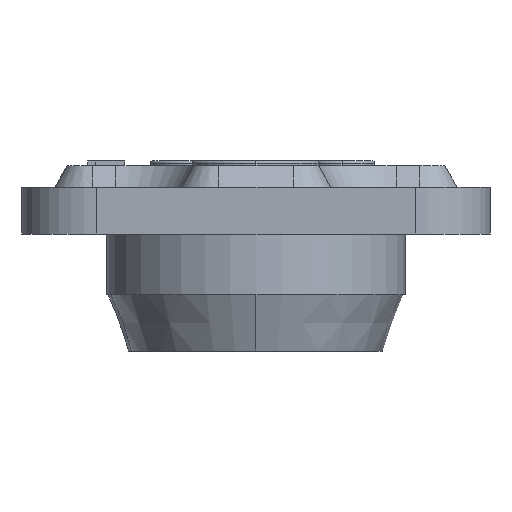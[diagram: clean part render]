
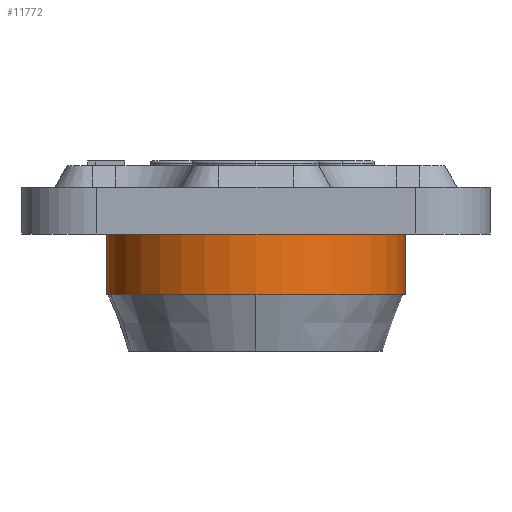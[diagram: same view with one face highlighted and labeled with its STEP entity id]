
A CAD part, left-side view. The second image highlights one B-rep face of the part: STEP entity #11772.
In plain terms, the highlighted cylindrical face has radius 16 mm (diameter 32 mm), a partial arc.
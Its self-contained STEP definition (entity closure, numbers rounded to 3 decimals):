
#62=CARTESIAN_POINT('',(-41.5,0.,0.));
#63=DIRECTION('',(0.,0.,-1.));
#64=DIRECTION('',(0.,-1.,0.));
#65=AXIS2_PLACEMENT_3D('',#62,#63,#64);
#3964=DIRECTION('',(0.,0.,-1.));
#3965=VECTOR('',#3964,6.5);
#3966=CARTESIAN_POINT('',(-41.5,16.,0.));
#3967=LINE('',#3966,#3965);
#3968=DIRECTION('',(0.,0.,-1.));
#3969=VECTOR('',#3968,6.5);
#3970=CARTESIAN_POINT('',(-41.5,-16.,0.));
#3971=LINE('',#3970,#3969);
#3985=CARTESIAN_POINT('',(-41.5,0.,-6.5));
#3986=DIRECTION('',(0.,0.,-1.));
#3987=DIRECTION('',(0.,-1.,0.));
#3988=AXIS2_PLACEMENT_3D('',#3985,#3986,#3987);
#4661=CARTESIAN_POINT('',(-41.5,-16.,-6.5));
#4663=VERTEX_POINT('',#4661);
#4664=CARTESIAN_POINT('',(-41.5,16.,-6.5));
#4665=VERTEX_POINT('',#4664);
#4669=CARTESIAN_POINT('',(-41.5,-16.,0.));
#4671=VERTEX_POINT('',#4669);
#4672=CARTESIAN_POINT('',(-41.5,16.,0.));
#4673=VERTEX_POINT('',#4672);
#11760=CARTESIAN_POINT('',(-41.5,0.,0.));
#11761=DIRECTION('',(0.,0.,-1.));
#11762=DIRECTION('',(1.,0.,0.));
#11763=AXIS2_PLACEMENT_3D('',#11760,#11761,#11762);
#11764=CYLINDRICAL_SURFACE('',#11763,16.);
#11765=ORIENTED_EDGE('',*,*,#5941,.F.);
#11766=ORIENTED_EDGE('',*,*,#11727,.T.);
#11768=ORIENTED_EDGE('',*,*,#11767,.T.);
#11769=ORIENTED_EDGE('',*,*,#11752,.F.);
#11770=EDGE_LOOP('',(#11765,#11766,#11768,#11769));
#11771=FACE_OUTER_BOUND('',#11770,.F.);
#11772=ADVANCED_FACE('',(#11771),#11764,.T.);
#66=CIRCLE('',#65,16.);
#3989=CIRCLE('',#3988,16.);
#5941=EDGE_CURVE('',#4671,#4673,#66,.T.);
#11727=EDGE_CURVE('',#4671,#4663,#3971,.T.);
#11752=EDGE_CURVE('',#4673,#4665,#3967,.T.);
#11767=EDGE_CURVE('',#4663,#4665,#3989,.T.);
